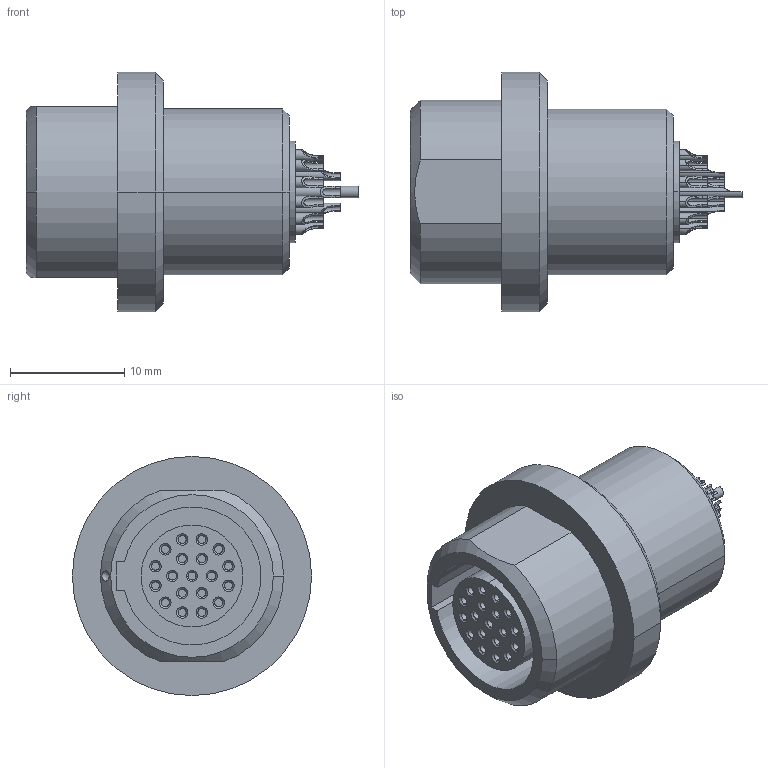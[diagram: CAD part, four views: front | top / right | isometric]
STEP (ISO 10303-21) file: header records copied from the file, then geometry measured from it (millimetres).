
FILE_DESCRIPTION((''),'2;1');
FILE_NAME('G82B0C-P19L','2020-09-02T11:16:01',('RTrager'),(''),'CREO PARAMETRIC BY PTC INC, 2018300','CREO PARAMETRIC BY PTC INC, 2018300','');
FILE_SCHEMA(('AP242_MANAGED_MODEL_BASED_3D_ENGINEERING_MIM_LF { 1 0 10303 442 1 1 4 }'));
Length unit declared in the file: millimetre
Products named in the file (1): G82B0C-P19L
Bounding box: 29 x 20.9 x 20.9 mm (x, y, z)
Volume: 3996.9 mm3; surface area: 3200.3 mm2
Topology: 1 solids, 1 shells, 317 faces, 765 edges, 492 vertices
Faces by surface type: cylinder 162, plane 80, cone 44, torus 18, bspline 12, sphere 1
Entity records: 16748 total; most frequent: CARTESIAN_POINT 3507, DIRECTION 1637, ORIENTED_EDGE 1526, PRESENTATION_STYLE_ASSIGNMENT 1044, STYLED_ITEM 767, CURVE_STYLE 763, EDGE_CURVE 763, AXIS2_PLACEMENT_3D 671
